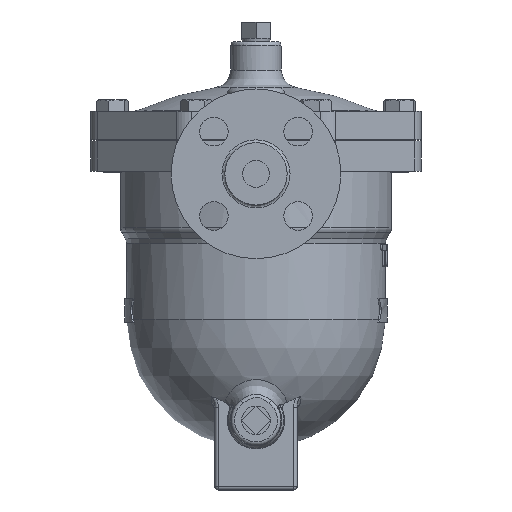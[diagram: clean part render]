
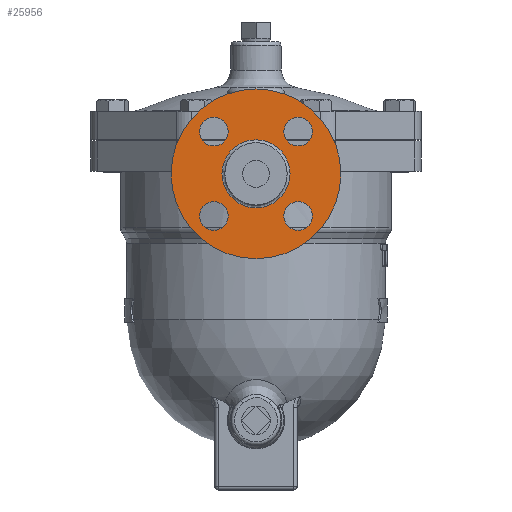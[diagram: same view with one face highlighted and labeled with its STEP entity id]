
A CAD part, left-side view. The second image highlights one B-rep face of the part: STEP entity #25956.
In plain terms, the highlighted free-form (B-spline) face has degree [1, 1] with [2, 2] control points.
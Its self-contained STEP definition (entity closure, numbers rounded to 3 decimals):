
#25881=CARTESIAN_POINT('',(-128.4,0.,-37.55));
#25882=VERTEX_POINT('',#25881);
#25883=CARTESIAN_POINT('',(-128.4,0.0,-18.5));
#25884=DIRECTION('',(-1.0,0.0,0.0));
#25885=DIRECTION('',(0.0,0.0,1.0));
#25886=AXIS2_PLACEMENT_3D('',#25883,#25884,#25885);
#25887=CIRCLE('',#25886,19.05);
#25888=EDGE_CURVE('',#25882,#25882,#25887,.T.);
#25893=CARTESIAN_POINT('',(-128.4,47.5,-66.0));
#25894=CARTESIAN_POINT('',(-128.4,47.5,29.0));
#25895=CARTESIAN_POINT('',(-128.4,-47.5,-66.0));
#25896=CARTESIAN_POINT('',(-128.4,-47.5,29.0));
#25897=B_SPLINE_SURFACE_WITH_KNOTS('',1,1,((#25893,#25895),(#25894,#25896)),.UNSPECIFIED.,.F.,.F.,.U.,(2,2),(2,2),(0.0,95.0),(0.0,95.0),.UNSPECIFIED.);
#25898=CARTESIAN_POINT('',(-128.4,0.,-66.0));
#25899=VERTEX_POINT('',#25898);
#25900=CARTESIAN_POINT('',(-128.4,0.0,-18.5));
#25901=DIRECTION('',(1.0,0.0,0.0));
#25902=DIRECTION('',(0.0,0.0,1.0));
#25903=AXIS2_PLACEMENT_3D('',#25900,#25901,#25902);
#25904=CIRCLE('',#25903,47.5);
#25905=EDGE_CURVE('',#25899,#25899,#25904,.T.);
#25906=ORIENTED_EDGE('',*,*,#25905,.F.);
#25907=EDGE_LOOP('',(#25906));
#25908=FACE_OUTER_BOUND('',#25907,.T.);
#25909=CARTESIAN_POINT('',(-128.4,23.582,13.082));
#25910=VERTEX_POINT('',#25909);
#25911=CARTESIAN_POINT('',(-128.4,23.582,5.082));
#25912=DIRECTION('',(1.0,0.0,0.0));
#25913=DIRECTION('',(0.0,0.0,-1.0));
#25914=AXIS2_PLACEMENT_3D('',#25911,#25912,#25913);
#25915=CIRCLE('',#25914,8.0);
#25916=EDGE_CURVE('',#25910,#25910,#25915,.T.);
#25917=ORIENTED_EDGE('',*,*,#25916,.T.);
#25918=EDGE_LOOP('',(#25917));
#25919=FACE_BOUND('',#25918,.T.);
#25920=CARTESIAN_POINT('',(-128.4,31.582,-42.082));
#25921=VERTEX_POINT('',#25920);
#25922=CARTESIAN_POINT('',(-128.4,23.582,-42.082));
#25923=DIRECTION('',(1.0,0.0,0.0));
#25924=DIRECTION('',(0.0,-1.0,0.0));
#25925=AXIS2_PLACEMENT_3D('',#25922,#25923,#25924);
#25926=CIRCLE('',#25925,8.0);
#25927=EDGE_CURVE('',#25921,#25921,#25926,.T.);
#25928=ORIENTED_EDGE('',*,*,#25927,.T.);
#25929=EDGE_LOOP('',(#25928));
#25930=FACE_BOUND('',#25929,.T.);
#25931=CARTESIAN_POINT('',(-128.4,-23.582,-50.082));
#25932=VERTEX_POINT('',#25931);
#25933=CARTESIAN_POINT('',(-128.4,-23.582,-42.082));
#25934=DIRECTION('',(1.0,0.0,0.0));
#25935=DIRECTION('',(0.0,0.0,1.0));
#25936=AXIS2_PLACEMENT_3D('',#25933,#25934,#25935);
#25937=CIRCLE('',#25936,8.0);
#25938=EDGE_CURVE('',#25932,#25932,#25937,.T.);
#25939=ORIENTED_EDGE('',*,*,#25938,.T.);
#25940=EDGE_LOOP('',(#25939));
#25941=FACE_BOUND('',#25940,.T.);
#25942=CARTESIAN_POINT('',(-128.4,-31.582,5.082));
#25943=VERTEX_POINT('',#25942);
#25944=CARTESIAN_POINT('',(-128.4,-23.582,5.082));
#25945=DIRECTION('',(1.0,0.0,0.0));
#25946=DIRECTION('',(0.0,1.0,0.0));
#25947=AXIS2_PLACEMENT_3D('',#25944,#25945,#25946);
#25948=CIRCLE('',#25947,8.0);
#25949=EDGE_CURVE('',#25943,#25943,#25948,.T.);
#25950=ORIENTED_EDGE('',*,*,#25949,.T.);
#25951=EDGE_LOOP('',(#25950));
#25952=FACE_BOUND('',#25951,.T.);
#25953=ORIENTED_EDGE('',*,*,#25888,.F.);
#25954=EDGE_LOOP('',(#25953));
#25955=FACE_BOUND('',#25954,.T.);
#25956=ADVANCED_FACE('',(#25908,#25919,#25930,#25941,#25952,#25955),#25897,.F.);
